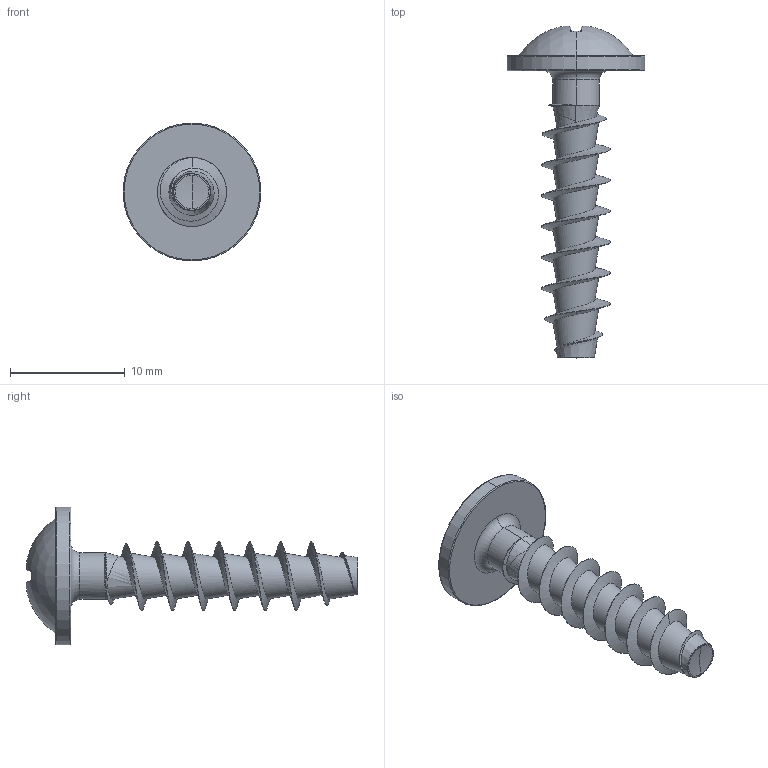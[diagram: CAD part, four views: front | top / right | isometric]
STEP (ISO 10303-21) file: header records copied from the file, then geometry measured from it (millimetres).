
FILE_DESCRIPTION (( 'STEP AP203' ), '1' );
FILE_NAME ('STP31A0600250.STEP', '2017-11-16T19:22:57', ( '' ), ( '' ), 'SwSTEP 2.0', 'SolidWorks 2015', '' );
FILE_SCHEMA (( 'CONFIG_CONTROL_DESIGN' ));
Length unit declared in the file: millimetre
Products named in the file (1): STP31A0600250
Bounding box: 12 x 28.9 x 12 mm (x, y, z)
Volume: 551.5 mm3; surface area: 821.6 mm2
Topology: 1 solids, 1 shells, 164 faces, 362 edges, 201 vertices
Faces by surface type: bspline 48, torus 30, sphere 28, cylinder 25, plane 23, cone 10
Entity records: 14617 total; most frequent: CARTESIAN_POINT 11226, ORIENTED_EDGE 720, DIRECTION 679, EDGE_CURVE 360, AXIS2_PLACEMENT_3D 310, VERTEX_POINT 201, CIRCLE 193, EDGE_LOOP 167
